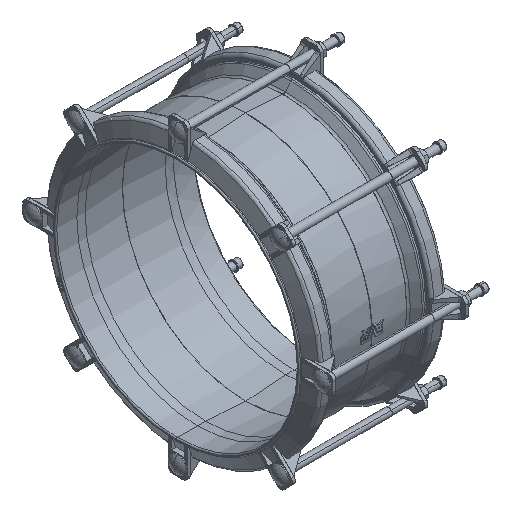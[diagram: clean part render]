
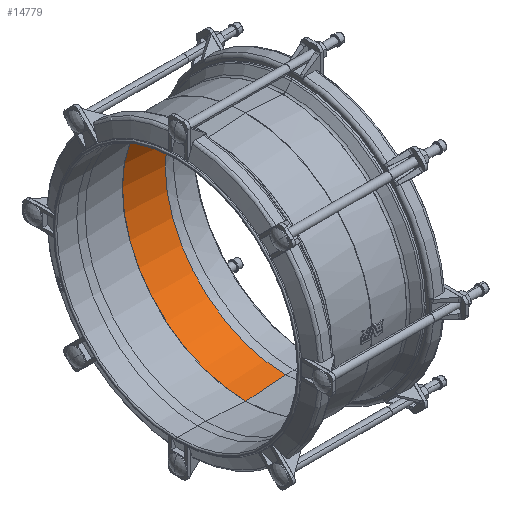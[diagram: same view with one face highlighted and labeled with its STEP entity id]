
A CAD part, isometric view. The second image highlights one B-rep face of the part: STEP entity #14779.
In plain terms, the highlighted conical face has half-angle 4 degrees and reference radius 199.5 mm.
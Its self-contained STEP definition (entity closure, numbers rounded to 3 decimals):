
#2067 = DIRECTION ( 'NONE',  ( -0.998, 0., 0.07 ) ) ;
#2071 = CARTESIAN_POINT ( 'NONE',  ( 66.346, 0., 199.5 ) ) ;
#2135 = DIRECTION ( 'NONE',  ( -0.998, 0., -0.07 ) ) ;
#2149 = CARTESIAN_POINT ( 'NONE',  ( 66.346, 0., -199.5 ) ) ;
#2450 = FACE_OUTER_BOUND ( 'NONE', #42359, .T. ) ;
#2513 = CONICAL_SURFACE ( 'NONE', #4019, 199.5, 0.07 ) ;
#3715 = CARTESIAN_POINT ( 'NONE',  ( 66.346, 0., 0. ) ) ;
#3717 = DIRECTION ( 'NONE',  ( 1., 0., 0. ) ) ;
#3720 = DIRECTION ( 'NONE',  ( 0., 0., -1. ) ) ;
#3725 = CARTESIAN_POINT ( 'NONE',  ( 0.209, 0., 0. ) ) ;
#3728 = DIRECTION ( 'NONE',  ( 1., 0., 0. ) ) ;
#3730 = DIRECTION ( 'NONE',  ( 0., 0., -1. ) ) ;
#4019 = AXIS2_PLACEMENT_3D ( 'NONE', #25055, #25051, #25047 ) ;
#7524 = CIRCLE ( 'NONE', #20153, 199.5 ) ;
#7533 = CIRCLE ( 'NONE', #20154, 204.125 ) ;
#9023 = EDGE_CURVE ( 'NONE', #39967, #39643, #46198, .T. ) ;
#9035 = EDGE_CURVE ( 'NONE', #39938, #39853, #46222, .T. ) ;
#14779 = ADVANCED_FACE ( 'NONE', ( #2450 ), #2513, .F. ) ;
#18275 = CARTESIAN_POINT ( 'NONE',  ( 0.209, 0., 204.125 ) ) ;
#18652 = CARTESIAN_POINT ( 'NONE',  ( 0.209, 0., -204.125 ) ) ;
#18795 = CARTESIAN_POINT ( 'NONE',  ( 66.346, 0., -199.5 ) ) ;
#18847 = CARTESIAN_POINT ( 'NONE',  ( 66.346, 0., 199.5 ) ) ;
#20153 = AXIS2_PLACEMENT_3D ( 'NONE', #3715, #3717, #3720 ) ;
#20154 = AXIS2_PLACEMENT_3D ( 'NONE', #3725, #3728, #3730 ) ;
#21520 = EDGE_CURVE ( 'NONE', #39938, #39967, #7524, .T. ) ;
#21523 = EDGE_CURVE ( 'NONE', #39853, #39643, #7533, .T. ) ;
#25047 = DIRECTION ( 'NONE',  ( 0., 0., 1. ) ) ;
#25051 = DIRECTION ( 'NONE',  ( -1., 0., 0. ) ) ;
#25055 = CARTESIAN_POINT ( 'NONE',  ( 66.346, 0., 0. ) ) ;
#34439 = ORIENTED_EDGE ( 'NONE', *, *, #9035, .F. ) ;
#34441 = ORIENTED_EDGE ( 'NONE', *, *, #21520, .T. ) ;
#34443 = ORIENTED_EDGE ( 'NONE', *, *, #9023, .T. ) ;
#34445 = ORIENTED_EDGE ( 'NONE', *, *, #21523, .F. ) ;
#39643 = VERTEX_POINT ( 'NONE', #18275 ) ;
#39853 = VERTEX_POINT ( 'NONE', #18652 ) ;
#39938 = VERTEX_POINT ( 'NONE', #18795 ) ;
#39967 = VERTEX_POINT ( 'NONE', #18847 ) ;
#42359 = EDGE_LOOP ( 'NONE', ( #34439, #34441, #34443, #34445 ) ) ;
#46198 = LINE ( 'NONE', #2071, #46202 ) ;
#46202 = VECTOR ( 'NONE', #2067, 1000. ) ;
#46222 = LINE ( 'NONE', #2149, #46238 ) ;
#46238 = VECTOR ( 'NONE', #2135, 1000. ) ;
